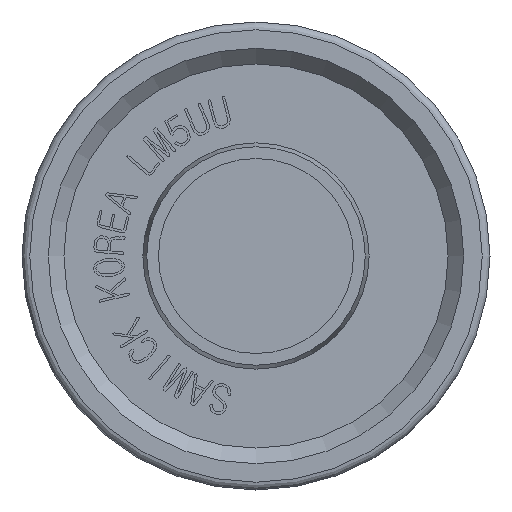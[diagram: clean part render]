
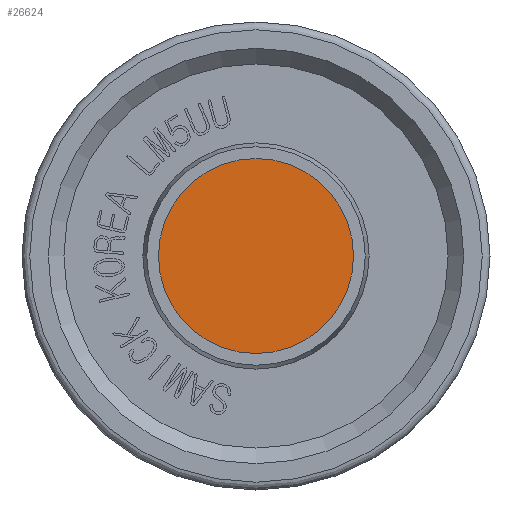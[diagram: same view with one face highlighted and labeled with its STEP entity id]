
A CAD part, front view. The second image highlights one B-rep face of the part: STEP entity #26624.
In plain terms, the highlighted planar face has unit normal (0, -1, 0).
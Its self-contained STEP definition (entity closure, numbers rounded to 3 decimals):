
#26593=CARTESIAN_POINT('',(-2.5,-36.0,0.));
#26594=VERTEX_POINT('',#26593);
#26595=CARTESIAN_POINT('',(0.0,-36.0,0.0));
#26596=DIRECTION('',(0.0,1.0,0.0));
#26597=DIRECTION('',(1.0,0.0,0.0));
#26598=AXIS2_PLACEMENT_3D('',#26595,#26596,#26597);
#26599=CIRCLE('',#26598,2.5);
#26600=EDGE_CURVE('',#26594,#26594,#26599,.T.);
#26616=CARTESIAN_POINT('',(0.0,-36.0,0.0));
#26617=DIRECTION('',(0.0,-1.0,0.0));
#26618=DIRECTION('',(0.0,0.0,-1.0));
#26619=AXIS2_PLACEMENT_3D('',#26616,#26617,#26618);
#26620=PLANE('',#26619);
#26621=ORIENTED_EDGE('',*,*,#26600,.F.);
#26622=EDGE_LOOP('',(#26621));
#26623=FACE_OUTER_BOUND('',#26622,.T.);
#26624=ADVANCED_FACE('',(#26623),#26620,.T.);
